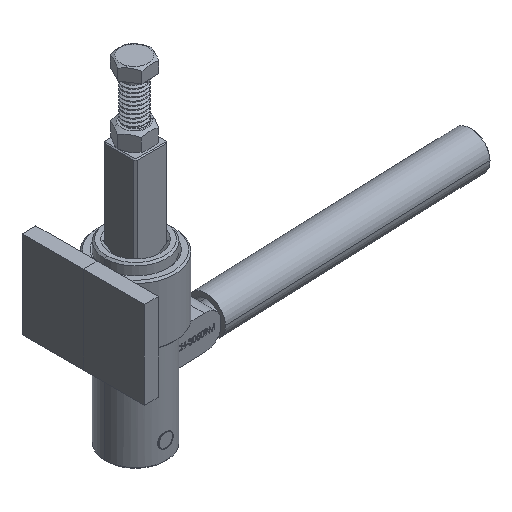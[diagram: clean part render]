
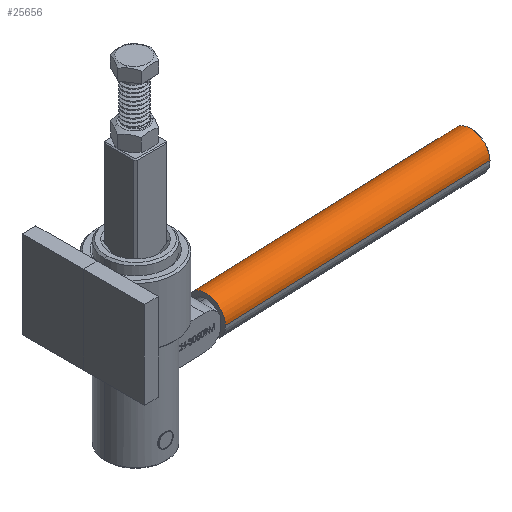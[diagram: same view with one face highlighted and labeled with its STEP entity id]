
A CAD part, isometric view. The second image highlights one B-rep face of the part: STEP entity #25656.
In plain terms, the highlighted cylindrical face has radius 10.85 mm (diameter 21.7 mm), a partial arc.
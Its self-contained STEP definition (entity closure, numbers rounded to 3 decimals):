
#2514 = AXIS2_PLACEMENT_3D ( 'NONE', #32837, #5455, #23653 ) ;
#5081 = VECTOR ( 'NONE', #15280, 1000. ) ;
#5455 = DIRECTION ( 'NONE',  ( 0., -1., 0. ) ) ;
#6492 = LINE ( 'NONE', #10711, #5081 ) ;
#6910 = CIRCLE ( 'NONE', #40041, 10.85 ) ;
#7853 = CARTESIAN_POINT ( 'NONE',  ( 9.75, 51., -2.85 ) ) ;
#7973 = VERTEX_POINT ( 'NONE', #22701 ) ;
#9098 = LINE ( 'NONE', #38144, #42761 ) ;
#9694 = CARTESIAN_POINT ( 'NONE',  ( 9.75, 51., 8. ) ) ;
#10711 = CARTESIAN_POINT ( 'NONE',  ( 9.75, 203., 18.85 ) ) ;
#12768 = VERTEX_POINT ( 'NONE', #16567 ) ;
#14273 = DIRECTION ( 'NONE',  ( 0., 0., -1. ) ) ;
#14649 = FACE_OUTER_BOUND ( 'NONE', #24537, .T. ) ;
#15084 = ORIENTED_EDGE ( 'NONE', *, *, #38403, .T. ) ;
#15280 = DIRECTION ( 'NONE',  ( 0., -1., 0. ) ) ;
#16567 = CARTESIAN_POINT ( 'NONE',  ( 9.75, 202.5, -2.85 ) ) ;
#17626 = VERTEX_POINT ( 'NONE', #48812 ) ;
#19256 = CARTESIAN_POINT ( 'NONE',  ( 9.75, 202.5, 8. ) ) ;
#22701 = CARTESIAN_POINT ( 'NONE',  ( 9.75, 202.5, 18.85 ) ) ;
#23653 = DIRECTION ( 'NONE',  ( 0., 0., -1. ) ) ;
#23877 = DIRECTION ( 'NONE',  ( 0., 0., -1. ) ) ;
#24537 = EDGE_LOOP ( 'NONE', ( #51319, #43202, #15084, #49993 ) ) ;
#25392 = CYLINDRICAL_SURFACE ( 'NONE', #2514, 10.85 ) ;
#25656 = ADVANCED_FACE ( 'NONE', ( #14649 ), #25392, .T. ) ;
#27603 = EDGE_CURVE ( 'NONE', #7973, #12768, #49646, .T. ) ;
#32837 = CARTESIAN_POINT ( 'NONE',  ( 9.75, 203., 8. ) ) ;
#35252 = EDGE_CURVE ( 'NONE', #7973, #17626, #6492, .T. ) ;
#38144 = CARTESIAN_POINT ( 'NONE',  ( 9.75, 203., -2.85 ) ) ;
#38403 = EDGE_CURVE ( 'NONE', #12768, #50288, #9098, .T. ) ;
#40041 = AXIS2_PLACEMENT_3D ( 'NONE', #9694, #41727, #14273 ) ;
#41727 = DIRECTION ( 'NONE',  ( 0., -1., 0. ) ) ;
#42761 = VECTOR ( 'NONE', #42769, 1000. ) ;
#42769 = DIRECTION ( 'NONE',  ( 0., -1., 0. ) ) ;
#42831 = AXIS2_PLACEMENT_3D ( 'NONE', #19256, #51380, #23877 ) ;
#43202 = ORIENTED_EDGE ( 'NONE', *, *, #27603, .T. ) ;
#48812 = CARTESIAN_POINT ( 'NONE',  ( 9.75, 51., 18.85 ) ) ;
#49646 = CIRCLE ( 'NONE', #42831, 10.85 ) ;
#49930 = EDGE_CURVE ( 'NONE', #17626, #50288, #6910, .T. ) ;
#49993 = ORIENTED_EDGE ( 'NONE', *, *, #49930, .F. ) ;
#50288 = VERTEX_POINT ( 'NONE', #7853 ) ;
#51319 = ORIENTED_EDGE ( 'NONE', *, *, #35252, .F. ) ;
#51380 = DIRECTION ( 'NONE',  ( 0., -1., 0. ) ) ;
